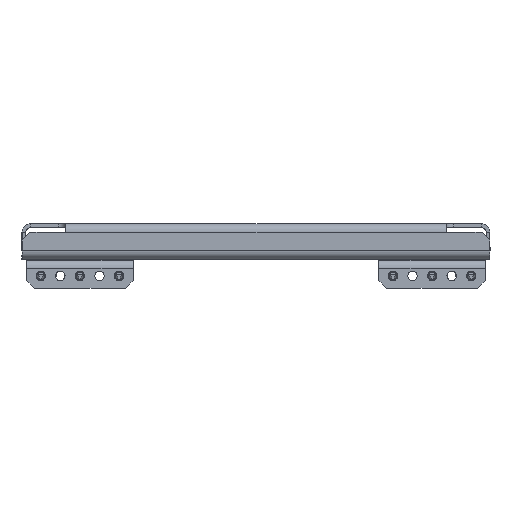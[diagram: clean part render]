
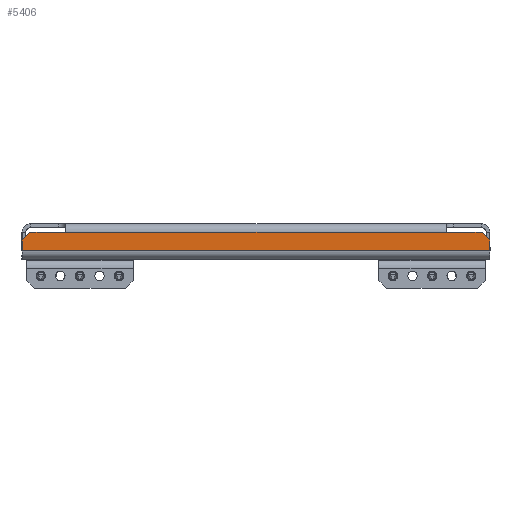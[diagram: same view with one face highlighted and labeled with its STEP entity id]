
A CAD part, left-side view. The second image highlights one B-rep face of the part: STEP entity #5406.
In plain terms, the highlighted planar face has unit normal (-1, 0, 0).
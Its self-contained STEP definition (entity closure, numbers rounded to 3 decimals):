
#121 = VECTOR ( 'NONE', #12997, 1000. ) ;
#576 = VECTOR ( 'NONE', #10658, 1000. ) ;
#600 = DIRECTION ( 'NONE',  ( 0., -1., 0. ) ) ;
#771 = VECTOR ( 'NONE', #6056, 1000. ) ;
#894 = CARTESIAN_POINT ( 'NONE',  ( -249.5, -121.5, -3. ) ) ;
#1153 = EDGE_CURVE ( 'NONE', #4030, #11669, #11034, .T. ) ;
#1169 = CARTESIAN_POINT ( 'NONE',  ( -249.5, 121.5, -3. ) ) ;
#1677 = DIRECTION ( 'NONE',  ( 0., 0., 1. ) ) ;
#1700 = DIRECTION ( 'NONE',  ( 0., -1., 0. ) ) ;
#1778 = LINE ( 'NONE', #7032, #11870 ) ;
#1789 = ORIENTED_EDGE ( 'NONE', *, *, #8499, .T. ) ;
#1885 = CARTESIAN_POINT ( 'NONE',  ( -249.5, -149.5, -8. ) ) ;
#2118 = FACE_OUTER_BOUND ( 'NONE', #12882, .T. ) ;
#2473 = LINE ( 'NONE', #7733, #7130 ) ;
#2509 = PLANE ( 'NONE',  #9826 ) ;
#3154 = EDGE_CURVE ( 'NONE', #11509, #13091, #8934, .T. ) ;
#3365 = VERTEX_POINT ( 'NONE', #12016 ) ;
#3690 = ORIENTED_EDGE ( 'NONE', *, *, #8984, .T. ) ;
#3783 = CARTESIAN_POINT ( 'NONE',  ( -249.5, -144.5, -3. ) ) ;
#3805 = LINE ( 'NONE', #8917, #121 ) ;
#4030 = VERTEX_POINT ( 'NONE', #894 ) ;
#4296 = VERTEX_POINT ( 'NONE', #9335 ) ;
#4675 = VERTEX_POINT ( 'NONE', #9901 ) ;
#5387 = ORIENTED_EDGE ( 'NONE', *, *, #10572, .T. ) ;
#5406 = ADVANCED_FACE ( 'NONE', ( #2118 ), #2509, .F. ) ;
#5460 = ORIENTED_EDGE ( 'NONE', *, *, #12516, .T. ) ;
#6056 = DIRECTION ( 'NONE',  ( 0., 1., 0. ) ) ;
#6255 = CARTESIAN_POINT ( 'NONE',  ( -249.5, 144.5, -3. ) ) ;
#6479 = ORIENTED_EDGE ( 'NONE', *, *, #1153, .T. ) ;
#6640 = DIRECTION ( 'NONE',  ( 0., 0., -1. ) ) ;
#7032 = CARTESIAN_POINT ( 'NONE',  ( -249.5, 149.5, -15. ) ) ;
#7073 = DIRECTION ( 'NONE',  ( 0., -1., 0. ) ) ;
#7130 = VECTOR ( 'NONE', #8816, 1000. ) ;
#7317 = LINE ( 'NONE', #9821, #7977 ) ;
#7733 = CARTESIAN_POINT ( 'NONE',  ( -249.5, 144.5, -3. ) ) ;
#7977 = VECTOR ( 'NONE', #1677, 1000. ) ;
#8213 = EDGE_CURVE ( 'NONE', #10904, #11669, #11996, .T. ) ;
#8256 = ORIENTED_EDGE ( 'NONE', *, *, #3154, .T. ) ;
#8499 = EDGE_CURVE ( 'NONE', #4675, #3365, #3805, .T. ) ;
#8797 = VECTOR ( 'NONE', #1700, 1000. ) ;
#8816 = DIRECTION ( 'NONE',  ( 0., 0.707, -0.707 ) ) ;
#8836 = ORIENTED_EDGE ( 'NONE', *, *, #8213, .F. ) ;
#8917 = CARTESIAN_POINT ( 'NONE',  ( -249.5, 149.5, 0. ) ) ;
#8934 = LINE ( 'NONE', #10742, #576 ) ;
#8984 = EDGE_CURVE ( 'NONE', #4296, #11509, #7317, .T. ) ;
#9321 = LINE ( 'NONE', #11930, #10914 ) ;
#9335 = CARTESIAN_POINT ( 'NONE',  ( -249.5, -149.5, -15. ) ) ;
#9821 = CARTESIAN_POINT ( 'NONE',  ( -249.5, -149.5, 0. ) ) ;
#9826 = AXIS2_PLACEMENT_3D ( 'NONE', #10598, #12608, #6640 ) ;
#9901 = CARTESIAN_POINT ( 'NONE',  ( -249.5, 149.5, -8. ) ) ;
#10572 = EDGE_CURVE ( 'NONE', #10904, #4675, #2473, .T. ) ;
#10598 = CARTESIAN_POINT ( 'NONE',  ( -249.5, 0., 0. ) ) ;
#10618 = ORIENTED_EDGE ( 'NONE', *, *, #13129, .F. ) ;
#10658 = DIRECTION ( 'NONE',  ( 0., 0.707, 0.707 ) ) ;
#10742 = CARTESIAN_POINT ( 'NONE',  ( -249.5, -149.5, -8. ) ) ;
#10904 = VERTEX_POINT ( 'NONE', #6255 ) ;
#10914 = VECTOR ( 'NONE', #600, 1000. ) ;
#11034 = LINE ( 'NONE', #13019, #771 ) ;
#11279 = CARTESIAN_POINT ( 'NONE',  ( -249.5, -149.5, -3. ) ) ;
#11509 = VERTEX_POINT ( 'NONE', #1885 ) ;
#11669 = VERTEX_POINT ( 'NONE', #1169 ) ;
#11870 = VECTOR ( 'NONE', #7073, 1000. ) ;
#11930 = CARTESIAN_POINT ( 'NONE',  ( -249.5, -149.5, -3. ) ) ;
#11996 = LINE ( 'NONE', #11279, #8797 ) ;
#12016 = CARTESIAN_POINT ( 'NONE',  ( -249.5, 149.5, -15. ) ) ;
#12516 = EDGE_CURVE ( 'NONE', #3365, #4296, #1778, .T. ) ;
#12608 = DIRECTION ( 'NONE',  ( 1., 0., 0. ) ) ;
#12882 = EDGE_LOOP ( 'NONE', ( #3690, #8256, #10618, #6479, #8836, #5387, #1789, #5460 ) ) ;
#12997 = DIRECTION ( 'NONE',  ( 0., 0., -1. ) ) ;
#13019 = CARTESIAN_POINT ( 'NONE',  ( -249.5, 121.5, -3. ) ) ;
#13091 = VERTEX_POINT ( 'NONE', #3783 ) ;
#13129 = EDGE_CURVE ( 'NONE', #4030, #13091, #9321, .T. ) ;
